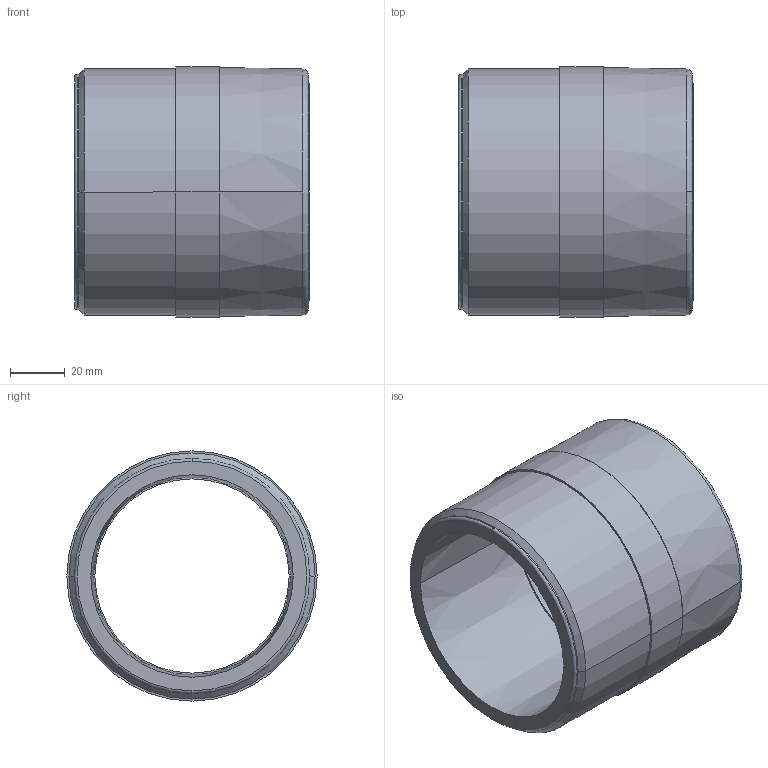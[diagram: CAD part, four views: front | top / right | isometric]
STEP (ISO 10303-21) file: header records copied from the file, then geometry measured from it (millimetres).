
FILE_DESCRIPTION(('STEP AP214'),'1');
FILE_NAME('rim090075.stp','2018-02-12T13:27:55',('TraceParts'),('TraceParts S.A.'),'Spatial InterOp 3D',' ',' ');
FILE_SCHEMA(('automotive_design'));
Length unit declared in the file: millimetre
Products named in the file (1): rim090075
Bounding box: 85.91 x 91.5 x 91.5 mm (x, y, z)
Volume: 187914.7 mm3; surface area: 48123.2 mm2
Topology: 1 solids, 1 shells, 30 faces, 71 edges, 45 vertices
Faces by surface type: cone 10, cylinder 10, torus 6, plane 4
Entity records: 1158 total; most frequent: DIRECTION 184, CARTESIAN_POINT 147, ORIENTED_EDGE 142, AXIS2_PLACEMENT_3D 82, EDGE_CURVE 71, CIRCLE 51, VERTEX_POINT 45, EDGE_LOOP 34
